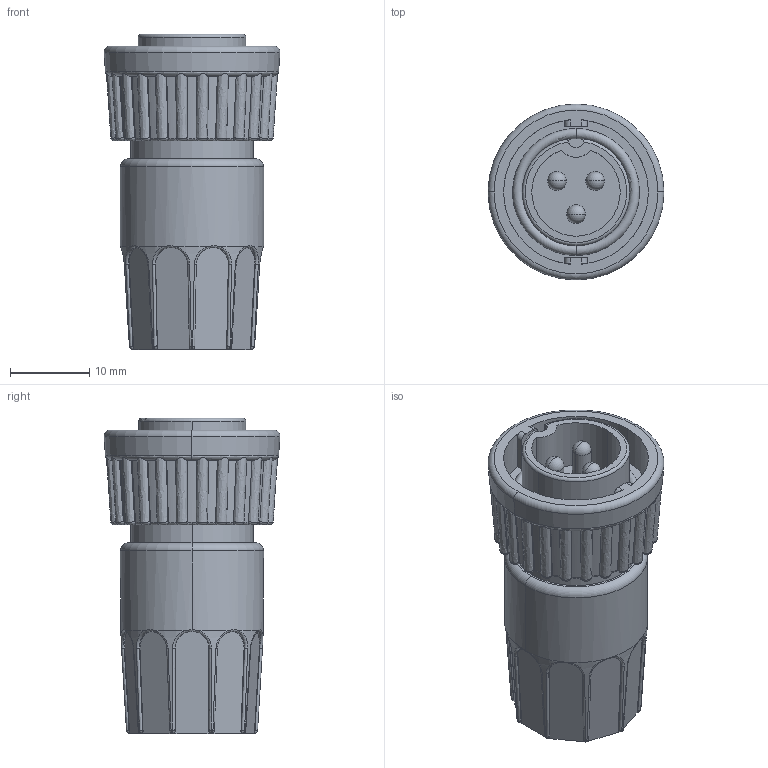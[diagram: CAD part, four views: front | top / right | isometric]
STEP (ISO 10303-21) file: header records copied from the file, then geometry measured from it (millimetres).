
FILE_DESCRIPTION (( 'STEP AP203' ), '1' );
FILE_NAME ('3182-3PG-3DC.STEP', '2014-03-20T19:49:33', ( '' ), ( '' ), 'SwSTEP 2.0', 'SolidWorks 2014', '' );
FILE_SCHEMA (( 'CONFIG_CONTROL_DESIGN' ));
Length unit declared in the file: inch
Products named in the file (1): 3182-3PG-3DC
Bounding box: 22.22 x 22.22 x 39.88 mm (x, y, z)
Volume: 8758.2 mm3; surface area: 4356.1 mm2
Topology: 1 solids, 1 shells, 327 faces, 903 edges, 583 vertices
Faces by surface type: bspline 147, plane 73, cylinder 42, cone 37, torus 22, sphere 6
Entity records: 16465 total; most frequent: CARTESIAN_POINT 9575, ORIENTED_EDGE 1782, DIRECTION 1003, EDGE_CURVE 891, VERTEX_POINT 577, AXIS2_PLACEMENT_3D 426, B_SPLINE_CURVE_WITH_KNOTS 398, EDGE_LOOP 338
